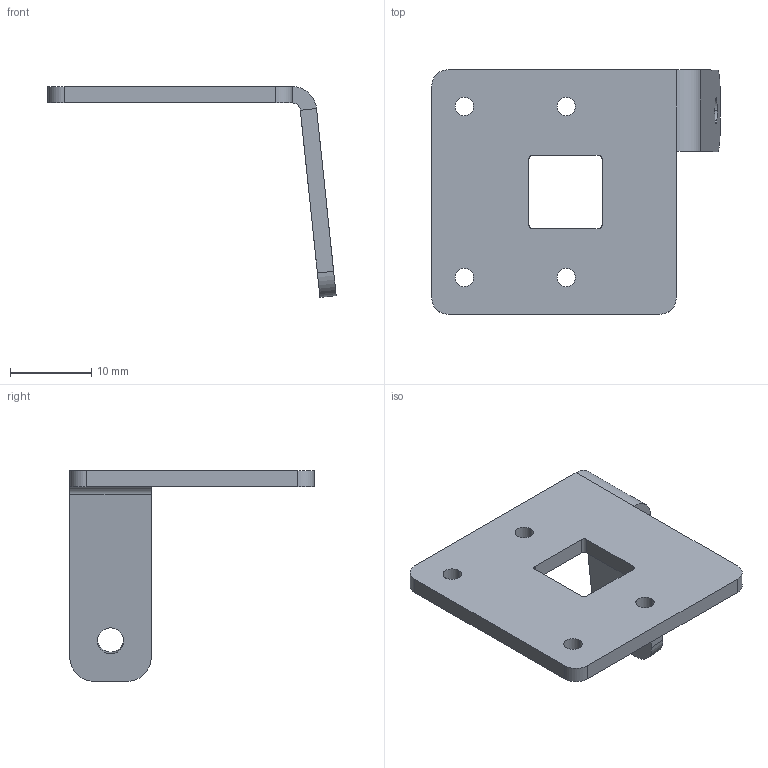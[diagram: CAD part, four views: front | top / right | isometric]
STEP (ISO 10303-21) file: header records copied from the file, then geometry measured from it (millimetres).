
FILE_DESCRIPTION (( 'STEP AP203' ), '1' );
FILE_NAME ('AXIS Pi Cam Case.STEP', '2019-10-05T15:18:20', ( '' ), ( '' ), 'SwSTEP 2.0', 'SolidWorks 2018', '' );
FILE_SCHEMA (( 'CONFIG_CONTROL_DESIGN' ));
Length unit declared in the file: millimetre
Products named in the file (1): AXIS Pi Cam Case
Bounding box: 35.4 x 30 x 25.87 mm (x, y, z)
Volume: 2098.3 mm3; surface area: 2579.1 mm2
Topology: 1 solids, 1 shells, 38 faces, 100 edges, 64 vertices
Faces by surface type: cylinder 21, plane 17
Entity records: 1283 total; most frequent: DIRECTION 220, CARTESIAN_POINT 203, ORIENTED_EDGE 200, EDGE_CURVE 100, AXIS2_PLACEMENT_3D 81, VERTEX_POINT 64, VECTOR 58, LINE 58
